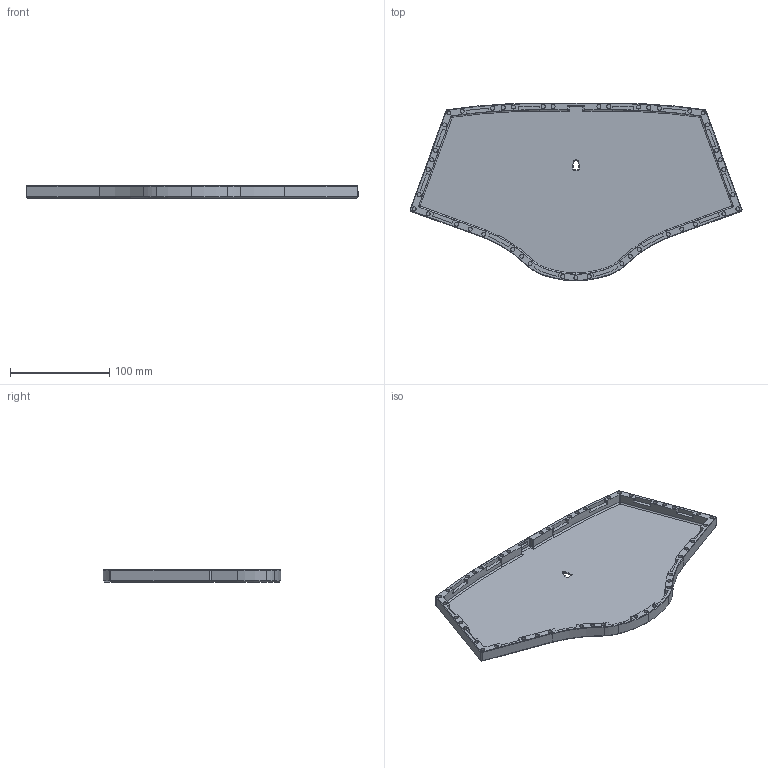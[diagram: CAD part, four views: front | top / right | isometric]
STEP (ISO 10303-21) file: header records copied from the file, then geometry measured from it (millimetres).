
FILE_DESCRIPTION(/* description */ (''),/* implementation_level */ '2;1');
FILE_NAME(/* name */ 'Bottom.step',/* time_stamp */ '2023-03-20T13:24:02Z',/* author */ (''),/* organization */ (''),/* preprocessor_version */ 'ST-DEVELOPER v19.2',/* originating_system */ 'Autodesk Translation Framework v11.17.0.187',/* authorisation */ '');
FILE_SCHEMA (('AUTOMOTIVE_DESIGN { 1 0 10303 214 3 1 1 }'));
Length unit declared in the file: millimetre
Products named in the file (1): Bottom
Bounding box: 334.85 x 179.39 x 12.26 mm (x, y, z)
Volume: 136336.5 mm3; surface area: 106693.3 mm2
Topology: 1 solids, 1 shells, 348 faces, 826 edges, 515 vertices
Faces by surface type: cylinder 166, plane 130, cone 24, torus 20, bspline 8
Full cylindrical faces by diameter (mm): 4.05 x43
Entity records: 10445 total; most frequent: CARTESIAN_POINT 2138, DIRECTION 1866, ORIENTED_EDGE 1636, EDGE_CURVE 818, AXIS2_PLACEMENT_3D 731, VERTEX_POINT 515, LINE 404, VECTOR 404
